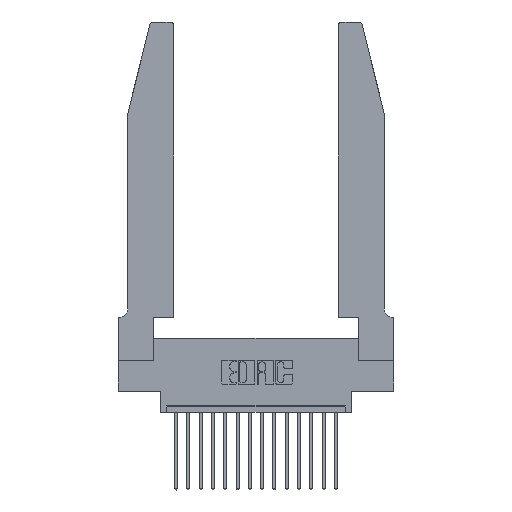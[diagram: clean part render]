
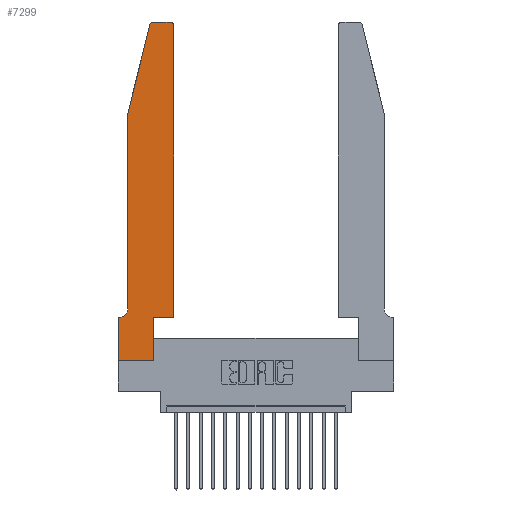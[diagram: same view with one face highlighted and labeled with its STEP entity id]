
A CAD part, top view. The second image highlights one B-rep face of the part: STEP entity #7299.
In plain terms, the highlighted planar face has unit normal (0, 0, 1).
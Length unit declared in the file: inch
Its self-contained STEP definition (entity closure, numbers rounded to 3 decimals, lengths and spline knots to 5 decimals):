
#69 = AXIS2_PLACEMENT_3D ( 'NONE', #18533, #17078, #15705 ) ;
#316 = PLANE ( 'NONE',  #9735 ) ;
#535 = ORIENTED_EDGE ( 'NONE', *, *, #5785, .T. ) ;
#666 = CARTESIAN_POINT ( 'NONE',  ( 0.284, 2.72, 0.37 ) ) ;
#670 = EDGE_CURVE ( 'NONE', #2572, #6836, #14375, .T. ) ;
#1624 = ORIENTED_EDGE ( 'NONE', *, *, #14734, .T. ) ;
#1730 = ORIENTED_EDGE ( 'NONE', *, *, #11663, .T. ) ;
#1948 = ORIENTED_EDGE ( 'NONE', *, *, #17740, .T. ) ;
#2033 = ORIENTED_EDGE ( 'NONE', *, *, #18421, .T. ) ;
#2277 = VERTEX_POINT ( 'NONE', #3467 ) ;
#2344 = CARTESIAN_POINT ( 'NONE',  ( 0.4205, 2.75, 0.37 ) ) ;
#2572 = VERTEX_POINT ( 'NONE', #17817 ) ;
#2925 = VERTEX_POINT ( 'NONE', #15144 ) ;
#3169 = DIRECTION ( 'NONE',  ( -0.239, -0.971, 0. ) ) ;
#3383 = VERTEX_POINT ( 'NONE', #11382 ) ;
#3467 = CARTESIAN_POINT ( 'NONE',  ( 0.25487, 2.72718, 0.37 ) ) ;
#4411 = CARTESIAN_POINT ( 'NONE',  ( 0., 0., 0.37 ) ) ;
#4822 = CARTESIAN_POINT ( 'NONE',  ( 0.0055, 0.35, 0.37 ) ) ;
#4826 = EDGE_CURVE ( 'NONE', #2277, #11884, #15857, .T. ) ;
#5019 = VERTEX_POINT ( 'NONE', #16393 ) ;
#5152 = VECTOR ( 'NONE', #11891, 39.37008 ) ;
#5242 = LINE ( 'NONE', #17358, #14089 ) ;
#5588 = DIRECTION ( 'NONE',  ( 0., -1., 0. ) ) ;
#5785 = EDGE_CURVE ( 'NONE', #7280, #19038, #13034, .T. ) ;
#5830 = VECTOR ( 'NONE', #7730, 39.37008 ) ;
#5895 = CARTESIAN_POINT ( 'NONE',  ( 0., 0., 0.37 ) ) ;
#6134 = VERTEX_POINT ( 'NONE', #2344 ) ;
#6326 = VECTOR ( 'NONE', #19149, 39.37008 ) ;
#6332 = VECTOR ( 'NONE', #3169, 39.37008 ) ;
#6416 = DIRECTION ( 'NONE',  ( 0., 0., 1. ) ) ;
#6431 = CARTESIAN_POINT ( 'NONE',  ( 0.2865, 0.35, 0.37 ) ) ;
#6665 = EDGE_CURVE ( 'NONE', #5019, #11830, #17904, .T. ) ;
#6677 = ORIENTED_EDGE ( 'NONE', *, *, #13806, .T. ) ;
#6805 = ORIENTED_EDGE ( 'NONE', *, *, #8443, .T. ) ;
#6836 = VERTEX_POINT ( 'NONE', #4822 ) ;
#7280 = VERTEX_POINT ( 'NONE', #13532 ) ;
#7299 = ADVANCED_FACE ( 'NONE', ( #15543 ), #316, .T. ) ;
#7363 = CIRCLE ( 'NONE', #69, 0.03 ) ;
#7421 = CARTESIAN_POINT ( 'NONE',  ( 0.4505, 0.35, 0.37 ) ) ;
#7548 = CARTESIAN_POINT ( 'NONE',  ( 0.0055, 0.42, 0.37 ) ) ;
#7730 = DIRECTION ( 'NONE',  ( 0., 1., 0. ) ) ;
#7967 = EDGE_LOOP ( 'NONE', ( #18381, #15847, #18359, #6805, #17649, #1730, #1948, #15498, #2033, #6677, #535, #1624 ) ) ;
#8443 = EDGE_CURVE ( 'NONE', #11884, #2572, #5242, .T. ) ;
#8556 = AXIS2_PLACEMENT_3D ( 'NONE', #7548, #12232, #10731 ) ;
#8748 = CARTESIAN_POINT ( 'NONE',  ( 0.2865, 0.35, 0.37 ) ) ;
#9071 = CARTESIAN_POINT ( 'NONE',  ( 0.0755, 2., 0.37 ) ) ;
#9184 = CARTESIAN_POINT ( 'NONE',  ( 0., 0.35, 0.37 ) ) ;
#9735 = AXIS2_PLACEMENT_3D ( 'NONE', #9184, #10683, #13720 ) ;
#10575 = CARTESIAN_POINT ( 'NONE',  ( 0.2865, 0., 0.37 ) ) ;
#10645 = CARTESIAN_POINT ( 'NONE',  ( 0.0755, 2., 0.37 ) ) ;
#10683 = DIRECTION ( 'NONE',  ( 0., 0., 1. ) ) ;
#10731 = DIRECTION ( 'NONE',  ( -1., 0., 0. ) ) ;
#10837 = DIRECTION ( 'NONE',  ( 0., 1., 0. ) ) ;
#10901 = VECTOR ( 'NONE', #17181, 39.37008 ) ;
#10913 = DIRECTION ( 'NONE',  ( 1., 0., 0. ) ) ;
#10960 = LINE ( 'NONE', #8748, #18629 ) ;
#10965 = CARTESIAN_POINT ( 'NONE',  ( 0.2605, 2.75, 0.37 ) ) ;
#11171 = DIRECTION ( 'NONE',  ( 1., 0., 0. ) ) ;
#11382 = CARTESIAN_POINT ( 'NONE',  ( 0., 0.35, 0.37 ) ) ;
#11494 = CIRCLE ( 'NONE', #13599, 0.03 ) ;
#11663 = EDGE_CURVE ( 'NONE', #6836, #3383, #14217, .T. ) ;
#11830 = VERTEX_POINT ( 'NONE', #10575 ) ;
#11884 = VERTEX_POINT ( 'NONE', #10645 ) ;
#11891 = DIRECTION ( 'NONE',  ( 0., -1., 0. ) ) ;
#12152 = LINE ( 'NONE', #5895, #5152 ) ;
#12232 = DIRECTION ( 'NONE',  ( 0., 0., -1. ) ) ;
#13034 = LINE ( 'NONE', #7421, #5830 ) ;
#13532 = CARTESIAN_POINT ( 'NONE',  ( 0.4505, 0.35, 0.37 ) ) ;
#13599 = AXIS2_PLACEMENT_3D ( 'NONE', #666, #6416, #10913 ) ;
#13720 = DIRECTION ( 'NONE',  ( 1., 0., 0. ) ) ;
#13806 = EDGE_CURVE ( 'NONE', #17388, #7280, #15289, .T. ) ;
#14089 = VECTOR ( 'NONE', #5588, 39.37008 ) ;
#14159 = VECTOR ( 'NONE', #11171, 39.37008 ) ;
#14217 = LINE ( 'NONE', #16232, #6326 ) ;
#14375 = CIRCLE ( 'NONE', #8556, 0.07 ) ;
#14734 = EDGE_CURVE ( 'NONE', #19038, #6134, #7363, .T. ) ;
#15144 = CARTESIAN_POINT ( 'NONE',  ( 0.284, 2.75, 0.37 ) ) ;
#15289 = LINE ( 'NONE', #15926, #10901 ) ;
#15428 = DIRECTION ( 'NONE',  ( -1., 0., 0. ) ) ;
#15498 = ORIENTED_EDGE ( 'NONE', *, *, #6665, .T. ) ;
#15543 = FACE_OUTER_BOUND ( 'NONE', #7967, .T. ) ;
#15605 = LINE ( 'NONE', #10965, #15862 ) ;
#15705 = DIRECTION ( 'NONE',  ( 1., 0., 0. ) ) ;
#15847 = ORIENTED_EDGE ( 'NONE', *, *, #16185, .T. ) ;
#15857 = LINE ( 'NONE', #9071, #6332 ) ;
#15862 = VECTOR ( 'NONE', #15428, 39.37008 ) ;
#15926 = CARTESIAN_POINT ( 'NONE',  ( 0.4505, 0.35, 0.37 ) ) ;
#16185 = EDGE_CURVE ( 'NONE', #2925, #2277, #11494, .T. ) ;
#16232 = CARTESIAN_POINT ( 'NONE',  ( 0.0755, 0.35, 0.37 ) ) ;
#16393 = CARTESIAN_POINT ( 'NONE',  ( 0., 0., 0.37 ) ) ;
#16550 = CARTESIAN_POINT ( 'NONE',  ( 0.4505, 2.72, 0.37 ) ) ;
#17078 = DIRECTION ( 'NONE',  ( 0., 0., 1. ) ) ;
#17181 = DIRECTION ( 'NONE',  ( 1., 0., 0. ) ) ;
#17358 = CARTESIAN_POINT ( 'NONE',  ( 0.0755, 2., 0.37 ) ) ;
#17388 = VERTEX_POINT ( 'NONE', #6431 ) ;
#17649 = ORIENTED_EDGE ( 'NONE', *, *, #670, .T. ) ;
#17740 = EDGE_CURVE ( 'NONE', #3383, #5019, #12152, .T. ) ;
#17817 = CARTESIAN_POINT ( 'NONE',  ( 0.0755, 0.42, 0.37 ) ) ;
#17861 = EDGE_CURVE ( 'NONE', #6134, #2925, #15605, .T. ) ;
#17904 = LINE ( 'NONE', #4411, #14159 ) ;
#18359 = ORIENTED_EDGE ( 'NONE', *, *, #4826, .T. ) ;
#18381 = ORIENTED_EDGE ( 'NONE', *, *, #17861, .T. ) ;
#18421 = EDGE_CURVE ( 'NONE', #11830, #17388, #10960, .T. ) ;
#18533 = CARTESIAN_POINT ( 'NONE',  ( 0.4205, 2.72, 0.37 ) ) ;
#18629 = VECTOR ( 'NONE', #10837, 39.37008 ) ;
#19038 = VERTEX_POINT ( 'NONE', #16550 ) ;
#19149 = DIRECTION ( 'NONE',  ( -1., 0., 0. ) ) ;
